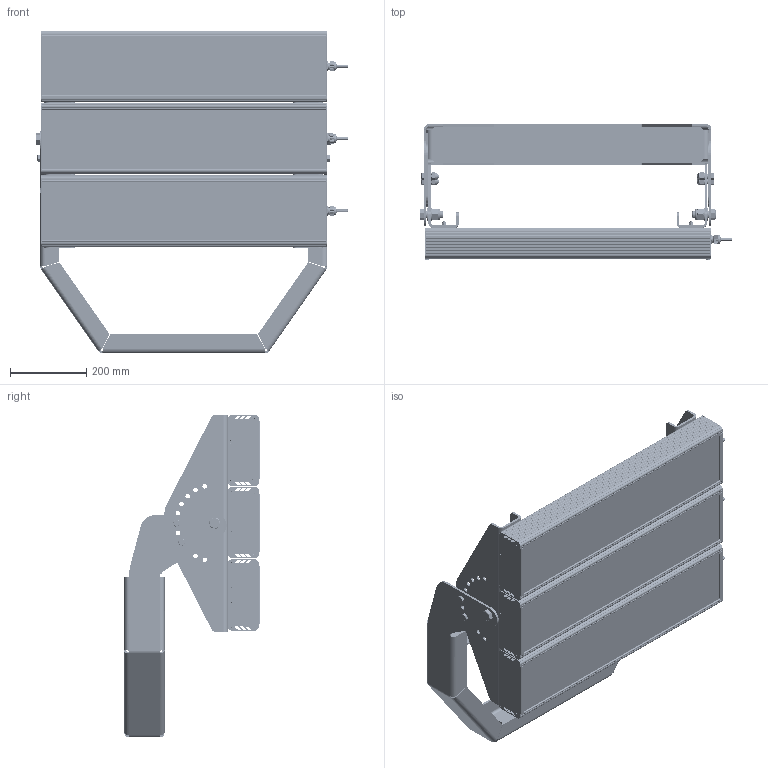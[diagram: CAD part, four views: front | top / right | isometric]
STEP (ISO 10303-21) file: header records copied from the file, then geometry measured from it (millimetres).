
FILE_DESCRIPTION(('STEP AP214'), '1');
FILE_NAME('001.0084.03.000 - ÃÑÓ Ýêñòðà Ì 450 (3õ150)', '', ('UNSPECIFIED'), ('UNSPECIFIED'), 'C3D Converter', 'C3D Toolkit', '');
FILE_SCHEMA(('AUTOMOTIVE_DESIGN { 1 0 10303 214 3 1 1}'));
Length unit declared in the file: millimetre
Products named in the file (54): 001.0084.03.000; 001.0054.02.000; 001.0054.02.001х3; 001.0054.02.001х3-01; 001.0054.01.100; 001.0054.01.101; 001.0054.01.102; 001.0054.01.103
Assembly tree (106 placements, depth 4):
  001.0084.03.000
    001.0054.02.000
      001.0054.02.001х3
      001.0054.02.001х3-01
      (unnamed)  x3
      (unnamed)  x3
      (unnamed)  x3
      (unnamed)  x3
      (unnamed)  x3
      (unnamed)  x3
      001.0054.01.100
        001.0054.01.101
        001.0054.01.102
        001.0054.01.102
        001.0054.01.103
      (unnamed)
      (unnamed)  x2
      (unnamed)
      (unnamed)
      (unnamed)
      (unnamed)
      (unnamed)
      (unnamed)
      (unnamed)
      (unnamed)
      (unnamed)
      (unnamed)
      (unnamed)  x2
      (unnamed)
      (unnamed)
      (unnamed)
      (unnamed)
      (unnamed)
    (unnamed)  x3
      (unnamed)
      (unnamed)
      (unnamed)
      (unnamed)
      (unnamed)
      (unnamed)
      (unnamed)
      (unnamed)
      (unnamed)
        (unnamed)
      (unnamed)
        (unnamed)
        (unnamed)  x13
        (unnamed)
        (unnamed)
        (unnamed)
        (unnamed)
        (unnamed)
        (unnamed)
        (unnamed)
Bounding box: 819.43 x 356.1 x 847.69 mm (x, y, z)
Volume: 10589507.5 mm3; surface area: 6606525.3 mm2
Topology: 1640 solids, 1640 shells, 17863 faces, 42314 edges, 28235 vertices
Faces by surface type: plane 12262, cylinder 4853, cone 426, bspline 223, torus 51, sphere 48
Full cylindrical faces by diameter (mm): 1 x48, 2 x96, 2.5 x192, 2.8 x1200, 3.2 x48, 3.5 x240, 4 x36, 4.917 x6, 6 x6, 6.4 x6, 6.75 x6, 8 x36, 10 x6, 10.106 x4, 11 x6, 12 x41, 12.5 x3, 13 x8, 14 x3, 16 x3, 17.294 x2, 18 x4, 18.5 x9, 20 x9, 21 x4, 21.6 x2, 22 x4, 23.5 x3, 30 x2, 34 x4
Entity records: 127428 total; most frequent: CARTESIAN_POINT 53865, DIRECTION 11740, ORIENTED_EDGE 11100, EDGE_CURVE 5550, AXIS2_PLACEMENT_3D 4286, VERTEX_POINT 3776, LINE 3168, VECTOR 3168
